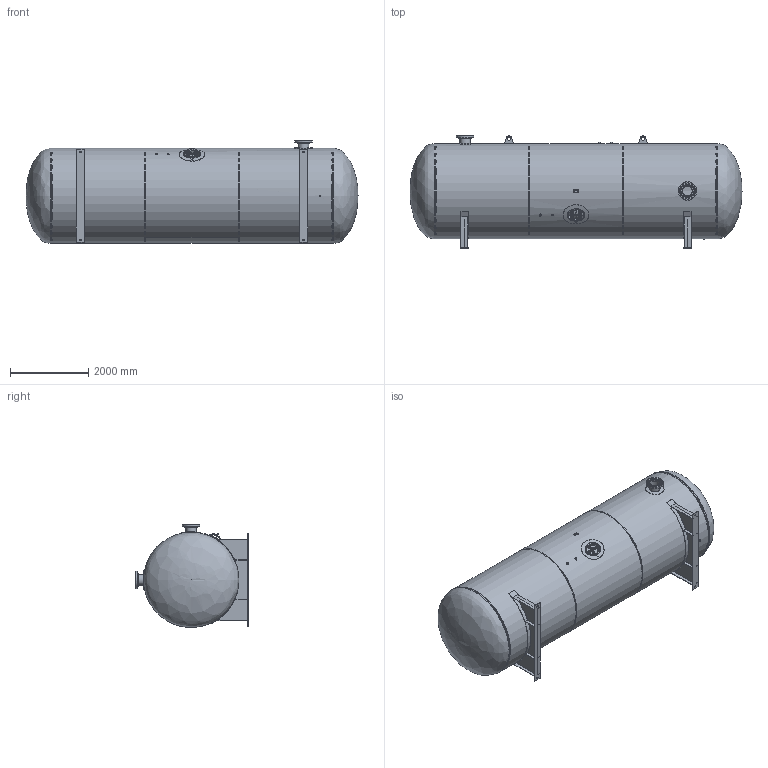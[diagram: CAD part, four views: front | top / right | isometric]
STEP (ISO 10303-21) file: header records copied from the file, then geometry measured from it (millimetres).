
FILE_DESCRIPTION(/* description */ ('HORIZONTAL AIR RECEIVER'),/* implementation_level */ '2;1');
FILE_NAME(/* name */ '237311.stp',/* time_stamp */ '2025-02-21T09:20:23-05:00',/* author */ ('Amber.Tiller'),/* organization */ ('STEEL FAB IF WE MAKE IT, VENDOR IF WE DON''T'),/* preprocessor_version */ 'ST-DEVELOPER v18.1',/* originating_system */ 'Autodesk Inventor 2022',/* authorisation */ 'CHECKERS BOSS');
FILE_SCHEMA (('AUTOMOTIVE_DESIGN { 1 0 10303 214 3 1 1 }'));
Length unit declared in the file: inch
Products named in the file (30): 237311; 131-974SF-SL1; 131-974SF-SL2; 131-974SF-SL3; 115676; 107155; 114411; 107211; 114426; 117619; S111733; S111733-1; F210300; S111734; 115849; 12.00 X 16.00 X 4.000 X 1.000 RNG; 12X16 300# COVER; S100343-1 GASKET; YOKE; B00005; ANSI B18.2.1 - 1-8x5.5; 131-974SF-NP; 139802; 151961; 129269; 151962; 129270; 151963; 151964; 147489
Assembly tree (43 placements, depth 3):
  237311
    131-974SF-SL1
    131-974SF-SL2
    131-974SF-SL3
    115676  x2
    107155  x2
    114411
    107211
    114426
    117619  x2
    S111733  x2
      S111733-1
      F210300
    S111734  x2
    115849
      12.00 X 16.00 X 4.000 X 1.000 RNG
      12X16 300# COVER
      S100343-1 GASKET
      YOKE  x2
      B00005  x2
      ANSI B18.2.1 - 1-8x5.5  x2
    131-974SF-NP
    139802
    151961  x2
      129269
      151962
      129270
      151963
      151964
    147489  x2
Bounding box: 8499.48 x 2882.83 x 2638.42 mm (x, y, z)
Volume: 986237788.4 mm3; surface area: 151072300.3 mm2
Topology: 49 solids, 49 shells, 1026 faces, 2584 edges, 1701 vertices
Faces by surface type: plane 516, cylinder 224, bspline 202, cone 46, torus 38
Full cylindrical faces by diameter (mm): 10.668 x2, 10.719 x1, 21.971 x2, 25.4 x4, 28.575 x34, 30.302 x2, 38.1 x1, 44.45 x2, 44.856 x1, 50.8 x2, 55.169 x1, 55.562 x1, 56.667 x1, 63.5 x1, 76.2 x4, 242.875 x2, 254 x2, 271.78 x2, 273.05 x4, 320.675 x2, 323.85 x2, 444.5 x2, 477.85 x2, 2406.644 x3, 2406.65 x2, 2432.044 x3, 2438.4 x2
Entity records: 32789 total; most frequent: CARTESIAN_POINT 13911, ORIENTED_EDGE 3910, DIRECTION 3197, EDGE_CURVE 1955, VERTEX_POINT 1299, AXIS2_PLACEMENT_3D 1119, LINE 959, VECTOR 959
